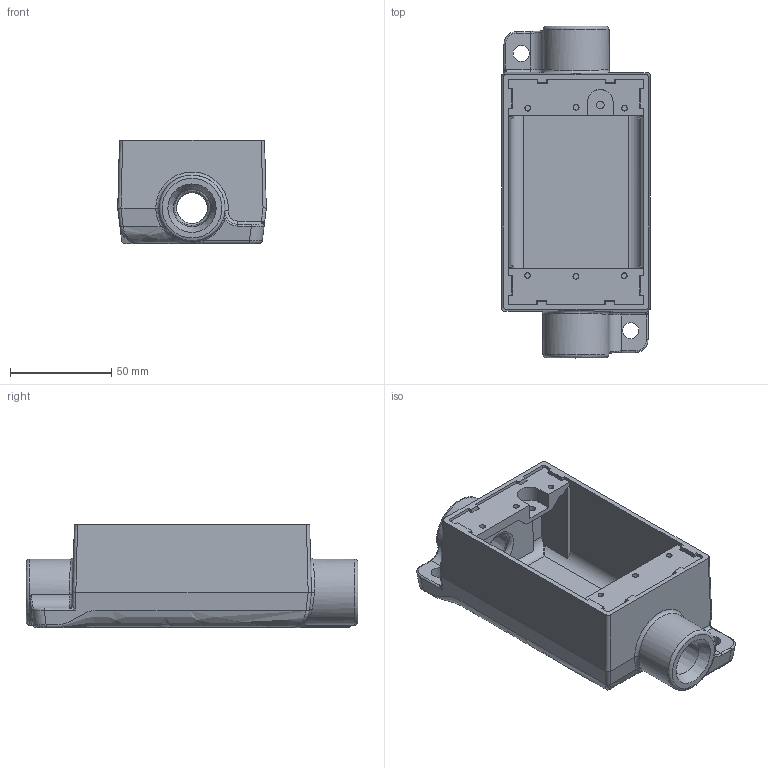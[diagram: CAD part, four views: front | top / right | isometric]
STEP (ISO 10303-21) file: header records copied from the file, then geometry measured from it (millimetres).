
FILE_DESCRIPTION(/* description */ ('FSC-1 MACHINED ASSY.'),/* implementation_level */ '2;1');
FILE_NAME(/* name */ 'KIL_FSC-1.stp',/* time_stamp */ '2020-10-09T19:31:49+05:00',/* author */ ('kr'),/* organization */ (''),/* preprocessor_version */ 'ST-DEVELOPER v18',/* originating_system */ 'Autodesk Inventor 2020',/* authorisation */ '');
FILE_SCHEMA (('AUTOMOTIVE_DESIGN { 1 0 10303 214 3 1 1 }'));
Length unit declared in the file: inch
Products named in the file (4): 16842-1; 16839-3; 14309-1; 14309-2
Assembly tree (3 placements, depth 2):
  16842-1
    16839-3
    14309-1
    14309-2
Bounding box: 73.18 x 163.51 x 50.8 mm (x, y, z)
Volume: 132558.9 mm3; surface area: 65846.2 mm2
Topology: 3 solids, 3 shells, 453 faces, 1260 edges, 813 vertices
Faces by surface type: plane 290, bspline 88, cylinder 55, cone 12, torus 4, sphere 4
Full cylindrical faces by diameter (mm): 3.81 x1, 7.938 x2
Entity records: 17280 total; most frequent: CARTESIAN_POINT 5926, ORIENTED_EDGE 2492, DIRECTION 2074, EDGE_CURVE 1246, LINE 886, VECTOR 886, VERTEX_POINT 813, AXIS2_PLACEMENT_3D 594
